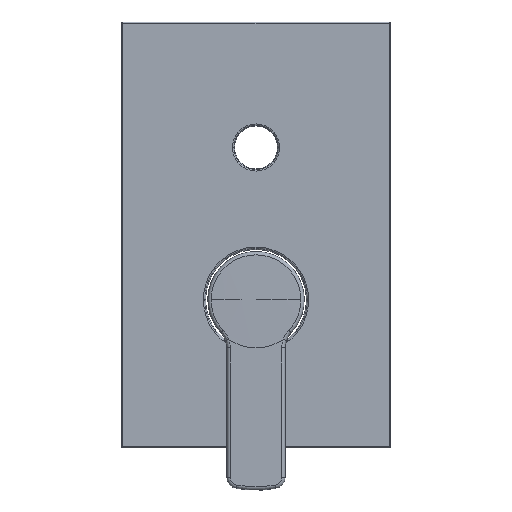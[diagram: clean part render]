
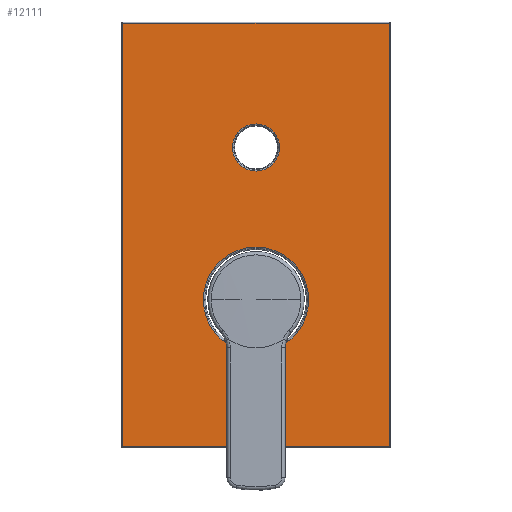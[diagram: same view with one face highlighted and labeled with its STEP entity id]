
A CAD part, top view. The second image highlights one B-rep face of the part: STEP entity #12111.
In plain terms, the highlighted planar face has unit normal (0, 0, 1).
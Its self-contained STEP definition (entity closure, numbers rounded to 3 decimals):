
#10897=DIRECTION('',(-1.,0.,0.));
#10898=VECTOR('',#10897,119.);
#10899=CARTESIAN_POINT('',(59.5,123.5,-2.));
#10900=LINE('',#10899,#10898);
#10901=DIRECTION('',(0.,1.,0.));
#10902=VECTOR('',#10901,189.);
#10903=CARTESIAN_POINT('',(59.5,-65.5,-2.));
#10904=LINE('',#10903,#10902);
#10905=DIRECTION('',(1.,0.,0.));
#10906=VECTOR('',#10905,119.);
#10907=CARTESIAN_POINT('',(-59.5,-65.5,-2.));
#10908=LINE('',#10907,#10906);
#10909=DIRECTION('',(0.,-1.,0.));
#10910=VECTOR('',#10909,189.);
#10911=CARTESIAN_POINT('',(-59.5,123.5,-2.));
#10912=LINE('',#10911,#10910);
#10913=CARTESIAN_POINT('',(0.,0.,-2.));
#10914=DIRECTION('',(0.,0.,-1.));
#10915=DIRECTION('',(1.,0.,0.));
#10916=AXIS2_PLACEMENT_3D('',#10913,#10914,#10915);
#10918=CARTESIAN_POINT('',(0.,0.,-2.));
#10919=DIRECTION('',(0.,0.,-1.));
#10920=DIRECTION('',(-1.,0.,0.));
#10921=AXIS2_PLACEMENT_3D('',#10918,#10919,#10920);
#10923=CARTESIAN_POINT('',(0.,68.,-2.));
#10924=DIRECTION('',(0.,0.,-1.));
#10925=DIRECTION('',(-1.,0.,0.));
#10926=AXIS2_PLACEMENT_3D('',#10923,#10924,#10925);
#10928=CARTESIAN_POINT('',(0.,68.,-2.));
#10929=DIRECTION('',(0.,0.,-1.));
#10930=DIRECTION('',(1.,0.,0.));
#10931=AXIS2_PLACEMENT_3D('',#10928,#10929,#10930);
#11728=CARTESIAN_POINT('',(59.5,123.5,-2.));
#11729=CARTESIAN_POINT('',(-59.5,123.5,-2.));
#11730=VERTEX_POINT('',#11728);
#11731=VERTEX_POINT('',#11729);
#11736=CARTESIAN_POINT('',(-59.5,-65.5,-2.));
#11737=VERTEX_POINT('',#11736);
#11742=CARTESIAN_POINT('',(59.5,-65.5,-2.));
#11743=VERTEX_POINT('',#11742);
#11748=CARTESIAN_POINT('',(23.5,0.,-2.));
#11749=CARTESIAN_POINT('',(-23.5,0.,-2.));
#11750=VERTEX_POINT('',#11748);
#11751=VERTEX_POINT('',#11749);
#11756=CARTESIAN_POINT('',(-10.5,68.,-2.));
#11757=CARTESIAN_POINT('',(10.5,68.,-2.));
#11758=VERTEX_POINT('',#11756);
#11759=VERTEX_POINT('',#11757);
#12085=CARTESIAN_POINT('',(0.,29.,-2.));
#12086=DIRECTION('',(0.,0.,1.));
#12087=DIRECTION('',(1.,0.,0.));
#12088=AXIS2_PLACEMENT_3D('',#12085,#12086,#12087);
#12089=PLANE('',#12088);
#12091=ORIENTED_EDGE('',*,*,#12090,.F.);
#12093=ORIENTED_EDGE('',*,*,#12092,.F.);
#12095=ORIENTED_EDGE('',*,*,#12094,.F.);
#12097=ORIENTED_EDGE('',*,*,#12096,.F.);
#12098=EDGE_LOOP('',(#12091,#12093,#12095,#12097));
#12099=FACE_OUTER_BOUND('',#12098,.F.);
#12101=ORIENTED_EDGE('',*,*,#12100,.F.);
#12103=ORIENTED_EDGE('',*,*,#12102,.F.);
#12104=EDGE_LOOP('',(#12101,#12103));
#12105=FACE_BOUND('',#12104,.F.);
#12107=ORIENTED_EDGE('',*,*,#12106,.F.);
#12108=ORIENTED_EDGE('',*,*,#12068,.F.);
#12109=EDGE_LOOP('',(#12107,#12108));
#12110=FACE_BOUND('',#12109,.F.);
#12111=ADVANCED_FACE('',(#12099,#12105,#12110),#12089,.T.);
#10917=CIRCLE('',#10916,23.5);
#10922=CIRCLE('',#10921,23.5);
#10927=CIRCLE('',#10926,10.5);
#10932=CIRCLE('',#10931,10.5);
#12068=EDGE_CURVE('',#11759,#11758,#10932,.T.);
#12090=EDGE_CURVE('',#11730,#11731,#10900,.T.);
#12092=EDGE_CURVE('',#11743,#11730,#10904,.T.);
#12094=EDGE_CURVE('',#11737,#11743,#10908,.T.);
#12096=EDGE_CURVE('',#11731,#11737,#10912,.T.);
#12100=EDGE_CURVE('',#11750,#11751,#10917,.T.);
#12102=EDGE_CURVE('',#11751,#11750,#10922,.T.);
#12106=EDGE_CURVE('',#11758,#11759,#10927,.T.);
